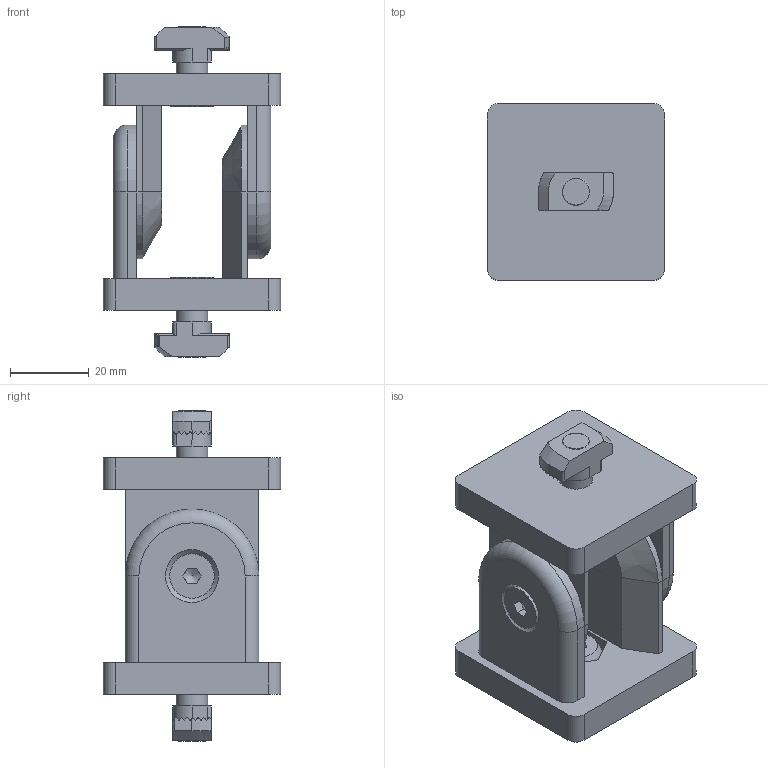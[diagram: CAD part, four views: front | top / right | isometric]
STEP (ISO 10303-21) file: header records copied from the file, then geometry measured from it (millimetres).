
FILE_DESCRIPTION(('STEP AP203'),'1');
FILE_NAME('FIXE10B1022.stp','2023-10-17T10:03:18',(' '),(' '),'Spatial InterOp 3D',' ',' ');
FILE_SCHEMA(('CONFIG_CONTROL_DESIGN'));
Length unit declared in the file: millimetre
Products named in the file (9): Kit de fixation; Vis BHC - M8x16; Ecrou tête rectangulaire 10 M8; Kit articulation 10 45x45 H30 en rainures; Articulation réglable 10 45x45 H30; Vis FHC - M6x12; Demi_Articulation 8 45x45 H30
Assembly tree (11 placements, depth 4):
  Kit articulation 10 45x45 H30 en rainures
    Kit de fixation  x2
      Vis BHC - M8x16
      Ecrou tête rectangulaire 10 M8
    Articulation réglable 10 45x45 H30
      Articulation réglable 10 45x45 H30
        Vis FHC - M6x12
        Demi_Articulation 8 45x45 H30
      Articulation réglable 10 45x45 H30
        Vis FHC - M6x12
        Demi_Articulation 8 45x45 H30
Bounding box: 45 x 45 x 84 mm (x, y, z)
Volume: 60258.1 mm3; surface area: 26086.3 mm2
Topology: 8 solids, 8 shells, 284 faces, 764 edges, 504 vertices
Faces by surface type: plane 212, cylinder 50, cone 14, bspline 4, sphere 2, torus 2
Full cylindrical faces by diameter (mm): 5 x2, 6 x4, 6.8 x2, 7 x2, 8 x4, 8.5 x2, 11.34 x2
Entity records: 6456 total; most frequent: CARTESIAN_POINT 990, DIRECTION 765, ORIENTED_EDGE 722, EDGE_CURVE 361, AXIS2_PLACEMENT_3D 269, VERTEX_POINT 249, PROPERTY_DEFINITION_REPRESENTATION 237, GENERAL_PROPERTY_ASSOCIATION 237
